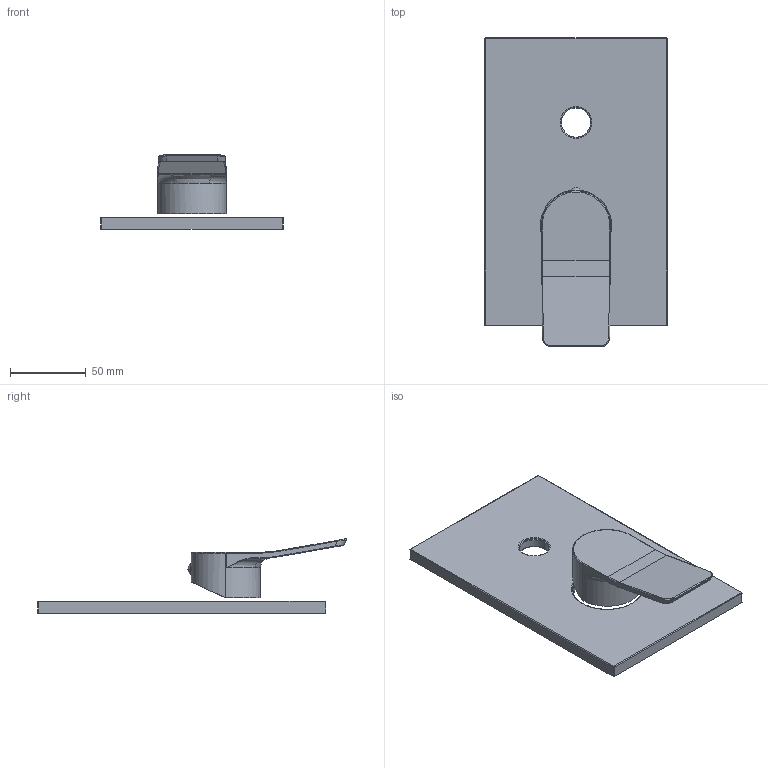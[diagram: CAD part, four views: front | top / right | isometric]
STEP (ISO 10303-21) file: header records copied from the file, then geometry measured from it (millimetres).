
FILE_DESCRIPTION((''),'2;1');
FILE_NAME('TI015CREST','2021-11-09T08:19:50',('ut3'),('PAFFONI SpA'),'CREO PARAMETRIC BY PTC INC, 2020044','CREO PARAMETRIC BY PTC INC, 2020044','');
FILE_SCHEMA(('CONFIG_CONTROL_DESIGN','SHAPE_APPEARANCE_LAYERS_GROUPS'));
Length unit declared in the file: millimetre
Products named in the file (1): TI015CREST
Bounding box: 120 x 203.58 x 48.95 mm (x, y, z)
Volume: 140195.5 mm3; surface area: 71968.6 mm2
Topology: 2 solids, 2 shells, 198 faces, 467 edges, 281 vertices
Faces by surface type: plane 71, cylinder 68, torus 31, cone 11, bspline 11, sphere 6
Entity records: 8347 total; most frequent: CARTESIAN_POINT 2329, DIRECTION 992, ORIENTED_EDGE 930, EDGE_CURVE 465, AXIS2_PLACEMENT_3D 386, VERTEX_POINT 281, VECTOR 220, LINE 220
